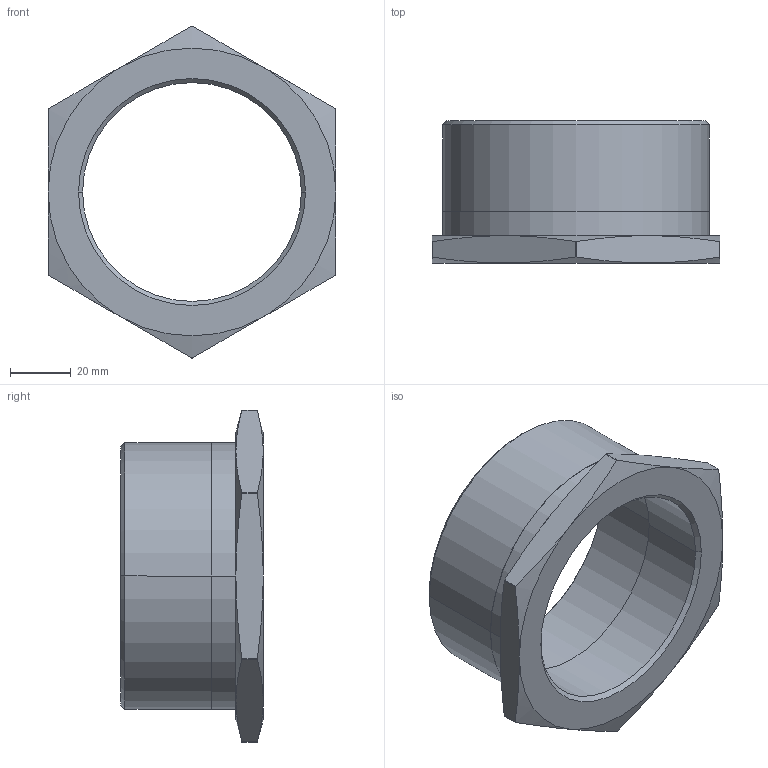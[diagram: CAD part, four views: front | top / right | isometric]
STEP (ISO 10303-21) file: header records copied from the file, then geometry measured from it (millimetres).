
FILE_DESCRIPTION (( 'STEP AP214' ), '1' );
FILE_NAME ('heco_RS-300-212-I.STEP', '2017-05-18T09:10:15', ( '' ), ( '' ), 'SwSTEP 2.0', 'SolidWorks 2016', '' );
FILE_SCHEMA (( 'AUTOMOTIVE_DESIGN' ));
Length unit declared in the file: millimetre
Products named in the file (1): heco_RS-300-212-I
Bounding box: 95 x 47 x 109.6 mm (x, y, z)
Volume: 97826.4 mm3; surface area: 30981.7 mm2
Topology: 1 solids, 1 shells, 234 faces, 604 edges, 396 vertices
Faces by surface type: bspline 99, plane 95, cylinder 20, cone 20
Entity records: 14501 total; most frequent: CARTESIAN_POINT 7558, ORIENTED_EDGE 1208, DIRECTION 666, EDGE_CURVE 604, VERTEX_POINT 396, LINE 322, VECTOR 322, EDGE_LOOP 260
